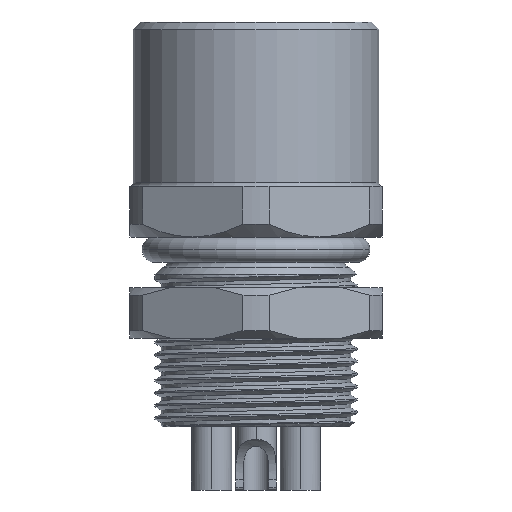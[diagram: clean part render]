
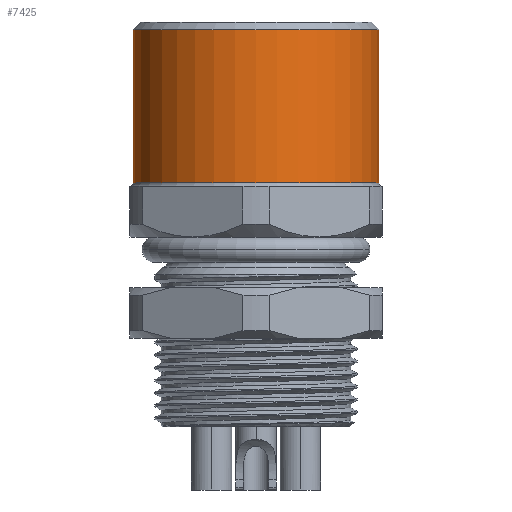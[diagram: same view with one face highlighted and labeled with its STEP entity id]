
A CAD part, front view. The second image highlights one B-rep face of the part: STEP entity #7425.
In plain terms, the highlighted cylindrical face has radius 4.85 mm (diameter 9.7 mm), a partial arc.
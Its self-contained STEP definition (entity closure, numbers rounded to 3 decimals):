
#2929=DIRECTION('',(0.,0.,1.));
#2930=VECTOR('',#2929,6.05);
#2931=CARTESIAN_POINT('',(4.85,0.,-0.15));
#2932=LINE('',#2931,#2930);
#2948=CARTESIAN_POINT('',(0.,0.,-0.15));
#2949=DIRECTION('',(0.,0.,-1.));
#2950=DIRECTION('',(1.,0.,0.));
#2951=AXIS2_PLACEMENT_3D('',#2948,#2949,#2950);
#2953=DIRECTION('',(0.,0.,1.));
#2954=VECTOR('',#2953,6.05);
#2955=CARTESIAN_POINT('',(-4.85,0.,-0.15));
#2956=LINE('',#2955,#2954);
#2957=CARTESIAN_POINT('',(0.,0.,5.9));
#2958=DIRECTION('',(0.,0.,1.));
#2959=DIRECTION('',(-1.,0.,0.));
#2960=AXIS2_PLACEMENT_3D('',#2957,#2958,#2959);
#7049=CARTESIAN_POINT('',(-4.85,0.,5.9));
#7050=CARTESIAN_POINT('',(4.85,0.,5.9));
#7051=VERTEX_POINT('',#7049);
#7052=VERTEX_POINT('',#7050);
#7229=CARTESIAN_POINT('',(4.85,0.,-0.15));
#7230=CARTESIAN_POINT('',(-4.85,0.,-0.15));
#7231=VERTEX_POINT('',#7229);
#7232=VERTEX_POINT('',#7230);
#7414=CARTESIAN_POINT('',(0.,0.,-0.3));
#7415=DIRECTION('',(0.,0.,1.));
#7416=DIRECTION('',(1.,0.,0.));
#7417=AXIS2_PLACEMENT_3D('',#7414,#7415,#7416);
#7418=CYLINDRICAL_SURFACE('',#7417,4.85);
#7419=ORIENTED_EDGE('',*,*,#7401,.T.);
#7420=ORIENTED_EDGE('',*,*,#7372,.T.);
#7421=ORIENTED_EDGE('',*,*,#7342,.T.);
#7422=ORIENTED_EDGE('',*,*,#7369,.F.);
#7423=EDGE_LOOP('',(#7419,#7420,#7421,#7422));
#7424=FACE_OUTER_BOUND('',#7423,.F.);
#2952=CIRCLE('',#2951,4.85);
#2961=CIRCLE('',#2960,4.85);
#7342=EDGE_CURVE('',#7051,#7052,#2961,.T.);
#7369=EDGE_CURVE('',#7231,#7052,#2932,.T.);
#7372=EDGE_CURVE('',#7232,#7051,#2956,.T.);
#7401=EDGE_CURVE('',#7231,#7232,#2952,.T.);
#7425=ADVANCED_FACE('',(#7424),#7418,.T.);
